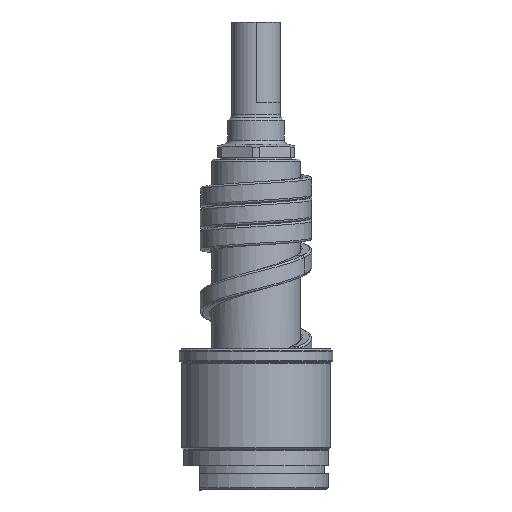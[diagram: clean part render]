
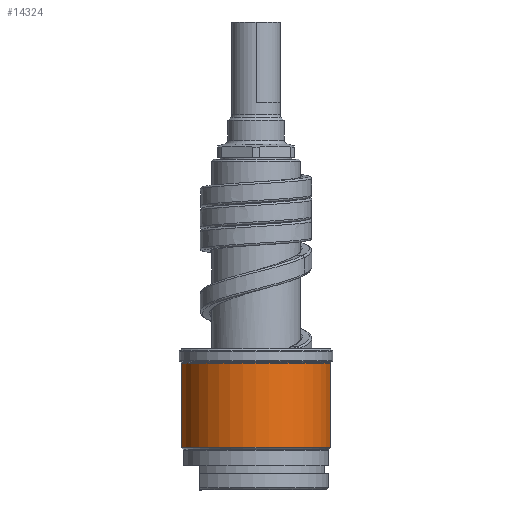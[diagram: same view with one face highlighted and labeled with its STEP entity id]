
A CAD part, front view. The second image highlights one B-rep face of the part: STEP entity #14324.
In plain terms, the highlighted cylindrical face has radius 18.5 mm (diameter 37 mm), a partial arc.
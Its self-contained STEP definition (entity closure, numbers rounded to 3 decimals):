
#5297=CARTESIAN_POINT('',(0.,0.,10.583));
#5298=DIRECTION('',(0.,0.,1.));
#5299=DIRECTION('',(-1.,0.,0.));
#5300=AXIS2_PLACEMENT_3D('',#5297,#5298,#5299);
#5302=DIRECTION('',(0.,0.,-1.));
#5303=VECTOR('',#5302,20.834);
#5304=CARTESIAN_POINT('',(-18.5,0.,31.417));
#5305=LINE('',#5304,#5303);
#5306=CARTESIAN_POINT('',(0.,0.,31.417));
#5307=DIRECTION('',(0.,0.,1.));
#5308=DIRECTION('',(-1.,0.,0.));
#5309=AXIS2_PLACEMENT_3D('',#5306,#5307,#5308);
#5311=DIRECTION('',(0.,0.,-1.));
#5312=VECTOR('',#5311,20.834);
#5313=CARTESIAN_POINT('',(18.5,0.,31.417));
#5314=LINE('',#5313,#5312);
#5659=CARTESIAN_POINT('',(18.5,0.,31.417));
#5660=CARTESIAN_POINT('',(-18.5,0.,31.417));
#5661=VERTEX_POINT('',#5659);
#5662=VERTEX_POINT('',#5660);
#5685=CARTESIAN_POINT('',(18.5,0.,10.583));
#5686=VERTEX_POINT('',#5685);
#5687=CARTESIAN_POINT('',(-18.5,0.,10.583));
#5688=VERTEX_POINT('',#5687);
#14312=CARTESIAN_POINT('',(0.,0.,8.75));
#14313=DIRECTION('',(0.,0.,1.));
#14314=DIRECTION('',(-1.,0.,0.));
#14315=AXIS2_PLACEMENT_3D('',#14312,#14313,#14314);
#14316=CYLINDRICAL_SURFACE('',#14315,18.5);
#14317=ORIENTED_EDGE('',*,*,#14293,.F.);
#14318=ORIENTED_EDGE('',*,*,#14274,.F.);
#14320=ORIENTED_EDGE('',*,*,#14319,.T.);
#14321=ORIENTED_EDGE('',*,*,#14270,.T.);
#14322=EDGE_LOOP('',(#14317,#14318,#14320,#14321));
#14323=FACE_OUTER_BOUND('',#14322,.F.);
#5301=CIRCLE('',#5300,18.5);
#5310=CIRCLE('',#5309,18.5);
#14270=EDGE_CURVE('',#5661,#5686,#5314,.T.);
#14274=EDGE_CURVE('',#5662,#5688,#5305,.T.);
#14293=EDGE_CURVE('',#5688,#5686,#5301,.T.);
#14319=EDGE_CURVE('',#5662,#5661,#5310,.T.);
#14324=ADVANCED_FACE('',(#14323),#14316,.T.);
